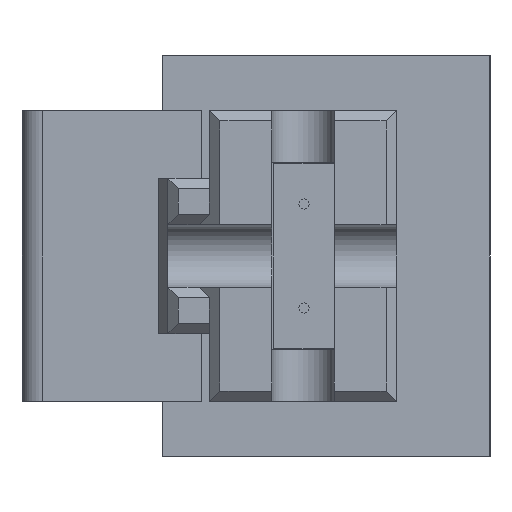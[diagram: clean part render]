
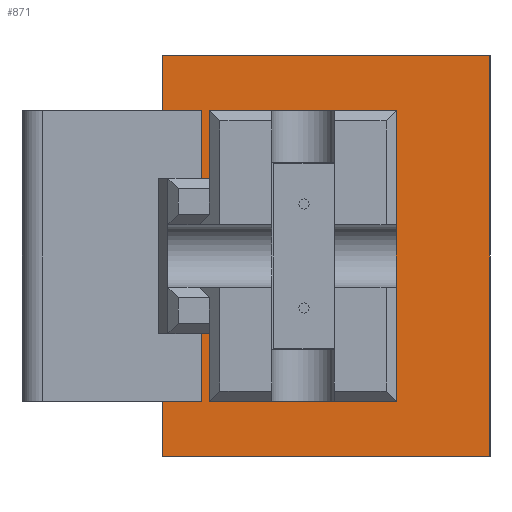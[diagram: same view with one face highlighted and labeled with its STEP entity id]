
A CAD part, left-side view. The second image highlights one B-rep face of the part: STEP entity #871.
In plain terms, the highlighted face is planar.
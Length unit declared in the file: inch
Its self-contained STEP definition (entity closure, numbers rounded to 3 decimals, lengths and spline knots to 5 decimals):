
#780 = VERTEX_POINT ( 'NONE', #2925 ) ;
#782 = EDGE_CURVE ( 'NONE', #780, #783, #2924, .T. ) ;
#783 = VERTEX_POINT ( 'NONE', #2920 ) ;
#800 = EDGE_CURVE ( 'NONE', #882, #875, #2948, .T. ) ;
#856 = EDGE_LOOP ( 'NONE', ( #857, #860, #861, #864 ) ) ;
#857 = ORIENTED_EDGE ( 'NONE', *, *, #858, .F. ) ;
#858 = EDGE_CURVE ( 'NONE', #783, #859, #3070, .T. ) ;
#859 = VERTEX_POINT ( 'NONE', #3131 ) ;
#860 = ORIENTED_EDGE ( 'NONE', *, *, #782, .F. ) ;
#861 = ORIENTED_EDGE ( 'NONE', *, *, #862, .F. ) ;
#862 = EDGE_CURVE ( 'NONE', #863, #780, #3130, .T. ) ;
#863 = VERTEX_POINT ( 'NONE', #3126 ) ;
#864 = ORIENTED_EDGE ( 'NONE', *, *, #865, .F. ) ;
#865 = EDGE_CURVE ( 'NONE', #859, #863, #3125, .T. ) ;
#871 = ADVANCED_FACE ( 'NONE', ( #3111, #3110 ), #3109, .F. ) ;
#872 = EDGE_LOOP ( 'NONE', ( #873, #877, #880, #883 ) ) ;
#873 = ORIENTED_EDGE ( 'NONE', *, *, #874, .T. ) ;
#874 = EDGE_CURVE ( 'NONE', #875, #876, #3104, .T. ) ;
#875 = VERTEX_POINT ( 'NONE', #3100 ) ;
#876 = VERTEX_POINT ( 'NONE', #3099 ) ;
#877 = ORIENTED_EDGE ( 'NONE', *, *, #878, .T. ) ;
#878 = EDGE_CURVE ( 'NONE', #876, #879, #3162, .T. ) ;
#879 = VERTEX_POINT ( 'NONE', #3158 ) ;
#880 = ORIENTED_EDGE ( 'NONE', *, *, #881, .T. ) ;
#881 = EDGE_CURVE ( 'NONE', #879, #882, #3157, .T. ) ;
#882 = VERTEX_POINT ( 'NONE', #3153 ) ;
#883 = ORIENTED_EDGE ( 'NONE', *, *, #800, .T. ) ;
#2920 = CARTESIAN_POINT ( 'NONE',  ( 0.14, 0.2, 0.1125 ) ) ;
#2921 = DIRECTION ( 'NONE',  ( 1., 0., 0. ) ) ;
#2922 = VECTOR ( 'NONE', #2921, 39.37008 ) ;
#2923 = CARTESIAN_POINT ( 'NONE',  ( 0.14, 0.2, 0.1125 ) ) ;
#2924 = LINE ( 'NONE', #2923, #2922 ) ;
#2925 = CARTESIAN_POINT ( 'NONE',  ( -0.14, 0.2, 0.1125 ) ) ;
#2947 = CARTESIAN_POINT ( 'NONE',  ( -0.1925, 0.2, -0.1575 ) ) ;
#2948 = LINE ( 'NONE', #2947, #3007 ) ;
#3006 = DIRECTION ( 'NONE',  ( -1., 0., 0. ) ) ;
#3007 = VECTOR ( 'NONE', #3006, 39.37008 ) ;
#3067 = DIRECTION ( 'NONE',  ( 0., 0., -1. ) ) ;
#3068 = VECTOR ( 'NONE', #3067, 39.37008 ) ;
#3069 = CARTESIAN_POINT ( 'NONE',  ( 0.14, 0.2, -0.0675 ) ) ;
#3070 = LINE ( 'NONE', #3069, #3068 ) ;
#3099 = CARTESIAN_POINT ( 'NONE',  ( -0.1925, 0.2, 0.1575 ) ) ;
#3100 = CARTESIAN_POINT ( 'NONE',  ( -0.1925, 0.2, -0.1575 ) ) ;
#3101 = DIRECTION ( 'NONE',  ( 0., 0., 1. ) ) ;
#3102 = VECTOR ( 'NONE', #3101, 39.37008 ) ;
#3103 = CARTESIAN_POINT ( 'NONE',  ( -0.1925, 0.2, 0.1575 ) ) ;
#3104 = LINE ( 'NONE', #3103, #3102 ) ;
#3105 = DIRECTION ( 'NONE',  ( 0., 0., -1. ) ) ;
#3106 = DIRECTION ( 'NONE',  ( 0., -1., 0. ) ) ;
#3107 = CARTESIAN_POINT ( 'NONE',  ( -0.1925, 0.2, -0.1575 ) ) ;
#3108 = AXIS2_PLACEMENT_3D ( 'NONE', #3107, #3106, #3105 ) ;
#3109 = PLANE ( 'NONE',  #3108 ) ;
#3110 = FACE_BOUND ( 'NONE', #856, .T. ) ;
#3111 = FACE_OUTER_BOUND ( 'NONE', #872, .T. ) ;
#3122 = DIRECTION ( 'NONE',  ( -1., 0., 0. ) ) ;
#3123 = VECTOR ( 'NONE', #3122, 39.37008 ) ;
#3124 = CARTESIAN_POINT ( 'NONE',  ( 0.14, 0.2, -0.0675 ) ) ;
#3125 = LINE ( 'NONE', #3124, #3123 ) ;
#3126 = CARTESIAN_POINT ( 'NONE',  ( -0.14, 0.2, -0.0675 ) ) ;
#3127 = DIRECTION ( 'NONE',  ( 0., 0., 1. ) ) ;
#3128 = VECTOR ( 'NONE', #3127, 39.37008 ) ;
#3129 = CARTESIAN_POINT ( 'NONE',  ( -0.14, 0.2, -0.0675 ) ) ;
#3130 = LINE ( 'NONE', #3129, #3128 ) ;
#3131 = CARTESIAN_POINT ( 'NONE',  ( 0.14, 0.2, -0.0675 ) ) ;
#3153 = CARTESIAN_POINT ( 'NONE',  ( 0.1925, 0.2, -0.1575 ) ) ;
#3154 = DIRECTION ( 'NONE',  ( 0., 0., -1. ) ) ;
#3155 = VECTOR ( 'NONE', #3154, 39.37008 ) ;
#3156 = CARTESIAN_POINT ( 'NONE',  ( 0.1925, 0.2, 0.1575 ) ) ;
#3157 = LINE ( 'NONE', #3156, #3155 ) ;
#3158 = CARTESIAN_POINT ( 'NONE',  ( 0.1925, 0.2, 0.1575 ) ) ;
#3159 = DIRECTION ( 'NONE',  ( 1., 0., 0. ) ) ;
#3160 = VECTOR ( 'NONE', #3159, 39.37008 ) ;
#3161 = CARTESIAN_POINT ( 'NONE',  ( -0.1925, 0.2, 0.1575 ) ) ;
#3162 = LINE ( 'NONE', #3161, #3160 ) ;
